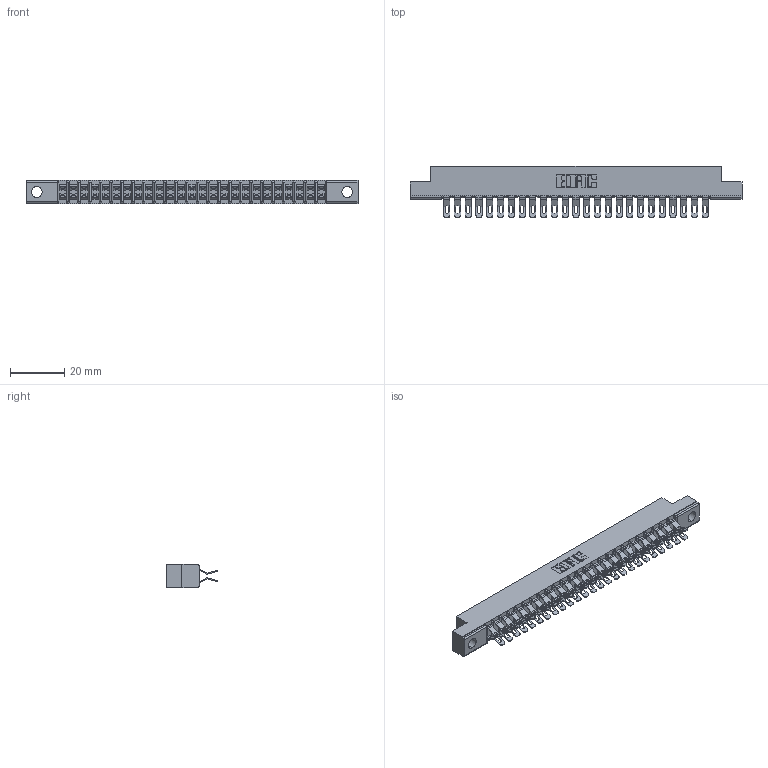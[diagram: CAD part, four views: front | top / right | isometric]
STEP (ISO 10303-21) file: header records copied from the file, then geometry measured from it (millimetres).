
FILE_DESCRIPTION (( 'STEP AP203' ), '1' );
FILE_NAME ('357-050-455-202.STEP', '2020-10-04T05:47:59', ( '' ), ( '' ), 'SwSTEP 2.0', 'SolidWorks 2020', '' );
FILE_SCHEMA (( 'CONFIG_CONTROL_DESIGN' ));
Length unit declared in the file: inch
Products named in the file (3): 307 Part_.128 Dia Mounting Holes; 307-290-001_555; 357-050-455-202
Assembly tree (51 placements, depth 2):
  357-050-455-202
    307 Part_.128 Dia Mounting Holes
    307-290-001_555  x50
Bounding box: 122.07 x 18.75 x 8.71 mm (x, y, z)
Volume: 8045.6 mm3; surface area: 15036.6 mm2
Topology: 51 solids, 51 shells, 3194 faces, 9373 edges, 6110 vertices
Faces by surface type: plane 1770, cylinder 1372, sphere 52
Entity records: 24867 total; most frequent: CARTESIAN_POINT 4077, ORIENTED_EDGE 4040, DIRECTION 4008, EDGE_CURVE 2020, VECTOR 1530, LINE 1530, VERTEX_POINT 1308, AXIS2_PLACEMENT_3D 1239
